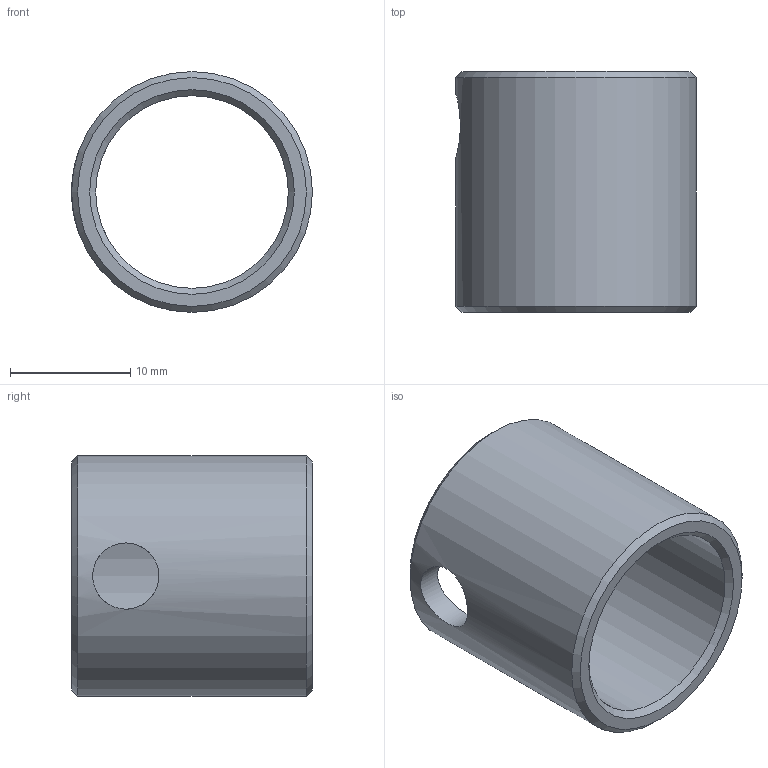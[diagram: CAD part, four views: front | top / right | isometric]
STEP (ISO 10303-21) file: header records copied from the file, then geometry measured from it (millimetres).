
FILE_DESCRIPTION (( 'STEP AP214' ), '1' );
FILE_NAME ('RB52-16.STEP', '2024-04-03T13:05:28', ( '' ), ( '' ), 'SwSTEP 2.0', 'SolidWorks 2023', '' );
FILE_SCHEMA (( 'AUTOMOTIVE_DESIGN' ));
Length unit declared in the file: inch
Products named in the file (1): RB52-16
Bounding box: 20 x 20 x 20 mm (x, y, z)
Volume: 2185.5 mm3; surface area: 2409.1 mm2
Topology: 1 solids, 1 shells, 9 faces, 20 edges, 13 vertices
Faces by surface type: cone 4, cylinder 3, plane 2
Full cylindrical faces by diameter (mm): 5.5 x1, 16 x1, 20 x1
Entity records: 345 total; most frequent: CARTESIAN_POINT 152, DIRECTION 36, EDGE_LOOP 20, ORIENTED_EDGE 20, AXIS2_PLACEMENT_3D 18, FACE_OUTER_BOUND 12, VERTEX_POINT 10, EDGE_CURVE 10
